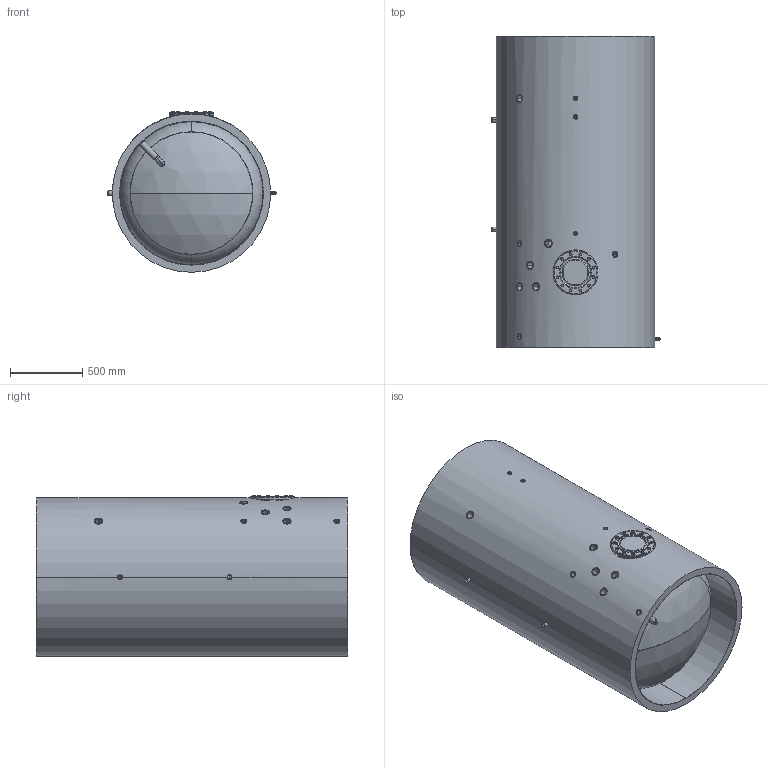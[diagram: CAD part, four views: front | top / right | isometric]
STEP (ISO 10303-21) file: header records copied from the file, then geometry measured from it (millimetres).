
FILE_DESCRIPTION (( 'STEP AP214' ), '1' );
FILE_NAME ('ÂÍ.1500.238.00.00 Âîäîíàãðåâàòåëü.STEP', '2022-01-21T16:10:56', ( 'suchkovdn' ), ( '' ), 'SwSTEP 2.0', 'SolidWorks 2018', '' );
FILE_SCHEMA (( 'AUTOMOTIVE_DESIGN' ));
Length unit declared in the file: millimetre
Products named in the file (48): ﾘ琺矜 ﾃﾎﾑﾒ 12381-78_12; ÂÍ.1500.238.00.04 Áîáûøêà âîçäóøíèê_34å4-160; ÂÍ.1500.238.00.05 Ïàòðóáîê ñëèâà_42å3-200; 峦.1500.238.00.06 彦瘘汔_懃囔 3-2-1_1; 峦.1500.238.02.01 庆邋忤阓00; Øïèëüêà ðåçüáîâàÿ_Œ12å80; ÂÍ.1500.238.00.02 Äíèùå âåðõíåå_850å4; ÂÍ.1500.238.01.03 Ïàòðóáîê_76å4-50; 呧蜦蠂駻00; 蟬.1500.238.00.01 挓毿骫罻_00; Ïðîêëàäêà ëþêà 300_00; ÂÍ.1500.238.03.00 Ãðåáåíêà â ñáîðå_00; 蟬.1500.238.01.00 昜闉趌00; ÂÍ.1500.238.00.00 Âîäîíàãðåâàòåëü; Áîáûøêà äëÿ ÒÝÍ (G1 1_2)_00; 峦.1500.238.02.00 庆邋忤阓00; ч蜱齁罻 30; ÂÍ.1500.238.01.01 Îáå÷àéêà_1200å4; L=200; ÂÍ.1500.238.00.03 Äíèùå íèæíåå_850å4; Çíàê çàçåìëåíèÿ_00; 燴鍱 (500 擤)_00; ч蜱齁罻 1 1_2; Èçîëÿöèÿ_00; 蟬.1500.238.03.01 鏢槦樇罻_00; ч蜱齁罻 42; Áîáûøêà G1_00; 塔忮瘃鸰00; Îòâîä ÃÎÑÒ 17375-2001 (íåðæ.)_90ø-32å2,5; 署赅 膻赅 300_00; ч蜱齁罻 1; 项牮桢 忭篁疱礤錩00; ÂÍ.1500.238.02.02 Ïàòðóáîê_42å3-200; ÂÍ.1500.238.00.09 Íàêëàäêà_850å4; ÂÍ.1500.238.00.08 Îòâîä_90ø-38å4; ÂÍ.1500.238.03.00 Ãðåáåíêà â ñáîðå_01; ч蜱齁罻1_2; ﾗ襄鸙 蓁 瑙 315_00; ÂÍ.1500.238.03.02 Øòûðü_00; 项牮桢 磬痼骓铄_00; Áîëò ÃÎÑÒ Ð ÈÑÎ 4017_Œ12å30 ...
Assembly tree (71 placements, depth 3):
  呧蜦蠂駻00
  ÂÍ.1500.238.00.00 Âîäîíàãðåâàòåëü
    蟬.1500.238.01.00 昜闉趌00
      ÂÍ.1500.238.01.01 Îáå÷àéêà_1200å4; L=200
      ÂÍ.1500.238.01.03 Ïàòðóáîê_76å4-50
      Øïèëüêà ðåçüáîâàÿ_Œ12å80
      Ãàéêà_Â_5915-70_Œ12  x2
      ﾘ琺矜 ﾃﾎﾑﾒ 12381-78_12  x2
      Øàéáà_ïðóæèííàÿ_6402-70_ä12
    峦.1500.238.02.00 庆邋忤阓00
      峦.1500.238.02.01 庆邋忤阓00
      ÂÍ.1500.238.02.02 Ïàòðóáîê_42å3-200  x2
      Îòâîä ÃÎÑÒ 17375-2001 (íåðæ.)_90ø-32å2,5  x2
    ÂÍ.1500.238.03.00 Ãðåáåíêà â ñáîðå_00
      蟬.1500.238.03.01 鏢槦樇罻_00
      ÂÍ.1500.238.03.02 Øòûðü_00  x2
    ÂÍ.1500.238.03.00 Ãðåáåíêà â ñáîðå_01
      蟬.1500.238.03.01 鏢槦樇罻_00
      ÂÍ.1500.238.03.02 Øòûðü_00  x2
    蟬.1500.238.00.01 挓毿骫罻_00
    ÂÍ.1500.238.00.02 Äíèùå âåðõíåå_850å4
    ÂÍ.1500.238.00.03 Äíèùå íèæíåå_850å4
    ÂÍ.1500.238.00.04 Áîáûøêà âîçäóøíèê_34å4-160
    ÂÍ.1500.238.00.05 Ïàòðóáîê ñëèâà_42å3-200
    峦.1500.238.00.06 彦瘘汔_懃囔 3-2-1_1  x2
    ÂÍ.1500.238.00.08 Îòâîä_90ø-38å4
    ÂÍ.1500.238.00.09 Íàêëàäêà_850å4  x2
    Ïàòðóáîê G1 1_2_34å4-160  x2
    Áîáûøêà ïîä òåðìîìåòð_00  x3
    Áîáûøêà G1_00  x2
    Áîáûøêà äëÿ ÒÝÍ (G1 1_2)_00  x3
    Ëþê 300_00
    署赅 膻赅 300_00
    Ïðîêëàäêà ëþêà 300_00
    Áîëò ÃÎÑÒ Ð ÈÑÎ 4017_Œ12å30  x12
    Ãàéêà_Â_5915-70_Œ12  x12
    Èçîëÿöèÿ_00
  ч蜱齁罻 30
  Çíàê çàçåìëåíèÿ_00
  燴鍱 (500 擤)_00
Bounding box: 1167.69 x 2160 x 1116 mm (x, y, z)
Volume: 422422949.3 mm3; surface area: 41170610.1 mm2
Topology: 80 solids, 80 shells, 1141 faces, 2688 edges, 1726 vertices
Faces by surface type: plane 427, cylinder 400, cone 216, torus 72, sphere 20, bspline 6
Entity records: 354300 total; most frequent: CARTESIAN_POINT 340338, DIRECTION 2684, ORIENTED_EDGE 2398, EDGE_CURVE 1199, AXIS2_PLACEMENT_3D 1121, VERTEX_POINT 774, EDGE_LOOP 651, CIRCLE 567
